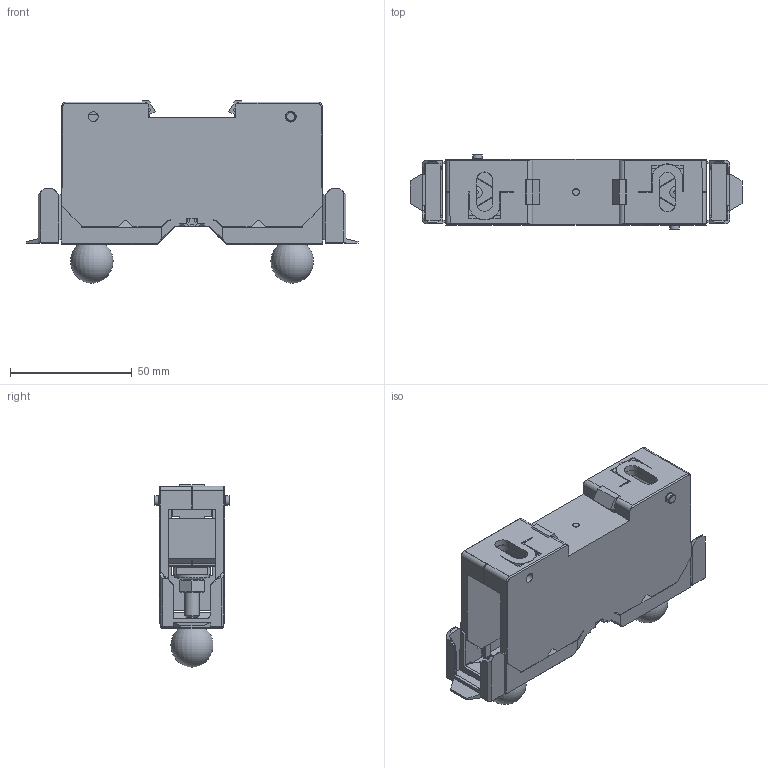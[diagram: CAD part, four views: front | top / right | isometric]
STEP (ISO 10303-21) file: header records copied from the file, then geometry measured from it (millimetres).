
FILE_DESCRIPTION(/* description */ ('Unknown'),/* implementation_level */ '2;1');
FILE_NAME(/* name */ 'SPT35_GY_3D',/* time_stamp */ '2019-09-21T12:04:35+06:00',/* author */ ('Unknown'),/* organization */ ('Unknown'),/* preprocessor_version */ 'ST-DEVELOPER v16.7',/* originating_system */ 'DEX',/* authorisation */ $);
FILE_SCHEMA (('AUTOMOTIVE_DESIGN {1 0 10303 214 3 1 1}'));
Products named in the file (1): SPT35
Bounding box: 136.2 x 31 x 74.8 mm (x, y, z)
Volume: 85941.1 mm3; surface area: 51240.3 mm2
Topology: 2 solids, 8 shells, 1876 faces, 5084 edges, 3273 vertices
Faces by surface type: plane 1157, cylinder 537, bspline 70, torus 48, cone 44, sphere 20
Full cylindrical faces by diameter (mm): 1.3 x8, 2.5 x2, 2.8 x1, 3 x2, 3.9 x2, 4 x4, 5 x2, 6 x2, 7 x2, 7.299 x1, 7.3 x1, 9 x2, 9.499 x1, 9.5 x1, 12 x2, 13.999 x1, 14 x1
Entity records: 72358 total; most frequent: CARTESIAN_POINT 12105, ORIENTED_EDGE 9930, DIRECTION 9516, EDGE_CURVE 4965, LINE 3544, VECTOR 3544, VERTEX_POINT 3251, AXIS2_PLACEMENT_3D 2986
